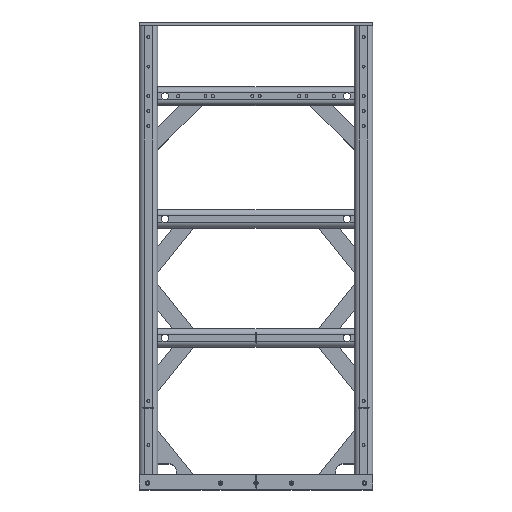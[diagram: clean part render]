
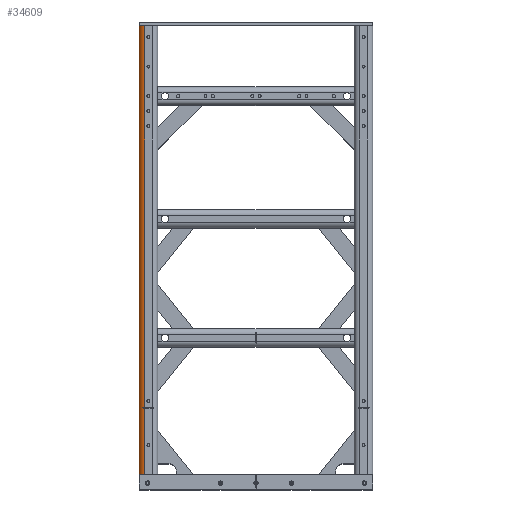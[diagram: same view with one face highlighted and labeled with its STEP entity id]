
A CAD part, top view. The second image highlights one B-rep face of the part: STEP entity #34609.
In plain terms, the highlighted cylindrical face has radius 9.525 mm (diameter 19.05 mm), a partial arc.
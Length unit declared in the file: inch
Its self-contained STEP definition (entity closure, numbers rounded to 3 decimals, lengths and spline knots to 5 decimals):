
#435 = CARTESIAN_POINT ( 'NONE',  ( -7.49902, 29.65213, 3.95571 ) ) ;
#436 = DIRECTION ( 'NONE',  ( 0., -1., 0. ) ) ;
#437 = DIRECTION ( 'NONE',  ( 0., 0., -1. ) ) ;
#1962 = AXIS2_PLACEMENT_3D ( 'NONE', #435, #436, #437 ) ;
#5465 = FACE_OUTER_BOUND ( 'NONE', #12848, .T. ) ;
#5467 = CYLINDRICAL_SURFACE ( 'NONE', #1962, 0.375 ) ;
#7560 = CARTESIAN_POINT ( 'NONE',  ( -7.87402, 30.27713, 3.95571 ) ) ;
#7562 = CARTESIAN_POINT ( 'NONE',  ( -7.87402, 0., 3.95571 ) ) ;
#7590 = CARTESIAN_POINT ( 'NONE',  ( -7.49902, 30.27713, 4.33071 ) ) ;
#7598 = CARTESIAN_POINT ( 'NONE',  ( -7.49902, 4.53263, 4.33071 ) ) ;
#7642 = CARTESIAN_POINT ( 'NONE',  ( -7.61985, 4.51263, 4.31071 ) ) ;
#7717 = CARTESIAN_POINT ( 'NONE',  ( -7.49902, 4.49263, 4.33071 ) ) ;
#7822 = CARTESIAN_POINT ( 'NONE',  ( -7.49902, 0., 4.33071 ) ) ;
#8231 = CARTESIAN_POINT ( 'NONE',  ( -7.87402, 29.65213, 3.95571 ) ) ;
#8232 = DIRECTION ( 'NONE',  ( 0., -1., 0. ) ) ;
#8250 = CARTESIAN_POINT ( 'NONE',  ( -7.49902, 29.65213, 4.33071 ) ) ;
#8251 = DIRECTION ( 'NONE',  ( 0., -1., 0. ) ) ;
#8399 = CARTESIAN_POINT ( 'NONE',  ( -7.49902, 30.27713, 3.95571 ) ) ;
#8400 = DIRECTION ( 'NONE',  ( 0., 1., 0. ) ) ;
#8401 = DIRECTION ( 'NONE',  ( 0., 0., 1. ) ) ;
#8462 = CARTESIAN_POINT ( 'NONE',  ( -7.49902, 4.49263, 4.33071 ) ) ;
#8463 = CARTESIAN_POINT ( 'NONE',  ( -7.54021, 4.49263, 4.33071 ) ) ;
#8464 = CARTESIAN_POINT ( 'NONE',  ( -7.58085, 4.49935, 4.32398 ) ) ;
#8465 = CARTESIAN_POINT ( 'NONE',  ( -7.61985, 4.51263, 4.31071 ) ) ;
#8730 = CARTESIAN_POINT ( 'NONE',  ( -7.49902, 29.65213, 4.33071 ) ) ;
#8731 = DIRECTION ( 'NONE',  ( 0., -1., 0. ) ) ;
#11135 = CARTESIAN_POINT ( 'NONE',  ( -7.61985, 4.51263, 4.31071 ) ) ;
#11136 = CARTESIAN_POINT ( 'NONE',  ( -7.58085, 4.5259, 4.32398 ) ) ;
#11137 = CARTESIAN_POINT ( 'NONE',  ( -7.54021, 4.53263, 4.33071 ) ) ;
#11138 = CARTESIAN_POINT ( 'NONE',  ( -7.49902, 4.53263, 4.33071 ) ) ;
#11643 = LINE ( 'NONE', #8250, #11888 ) ;
#11888 = VECTOR ( 'NONE', #8251, 39.37008 ) ;
#11901 = LINE ( 'NONE', #8231, #12007 ) ;
#11979 = CIRCLE ( 'NONE', #47517, 0.375 ) ;
#12007 = VECTOR ( 'NONE', #8232, 39.37008 ) ;
#12061 = ORIENTED_EDGE ( 'NONE', *, *, #26933, .T. ) ;
#12064 = ORIENTED_EDGE ( 'NONE', *, *, #26997, .F. ) ;
#12073 = ORIENTED_EDGE ( 'NONE', *, *, #26940, .F. ) ;
#12076 = ORIENTED_EDGE ( 'NONE', *, *, #31129, .T. ) ;
#12694 = ORIENTED_EDGE ( 'NONE', *, *, #26811, .T. ) ;
#12848 = EDGE_LOOP ( 'NONE', ( #41418, #41543, #12076, #12073, #12064, #12061, #12694 ) ) ;
#26811 = EDGE_CURVE ( 'NONE', #45313, #45725, #11979, .T. ) ;
#26933 = EDGE_CURVE ( 'NONE', #45311, #45313, #11901, .T. ) ;
#26940 = EDGE_CURVE ( 'NONE', #45341, #45349, #11643, .T. ) ;
#26997 = EDGE_CURVE ( 'NONE', #45311, #45341, #41760, .T. ) ;
#27020 = EDGE_CURVE ( 'NONE', #45526, #45393, #46366, .T. ) ;
#27126 = EDGE_CURVE ( 'NONE', #45526, #45725, #41945, .T. ) ;
#31129 = EDGE_CURVE ( 'NONE', #45393, #45349, #46377, .T. ) ;
#32952 = CARTESIAN_POINT ( 'NONE',  ( -7.49902, 0., 3.95571 ) ) ;
#32953 = DIRECTION ( 'NONE',  ( 0., 1., 0. ) ) ;
#32954 = DIRECTION ( 'NONE',  ( 0., 0., 1. ) ) ;
#34609 = ADVANCED_FACE ( 'NONE', ( #5465 ), #5467, .T. ) ;
#41418 = ORIENTED_EDGE ( 'NONE', *, *, #27126, .F. ) ;
#41543 = ORIENTED_EDGE ( 'NONE', *, *, #27020, .T. ) ;
#41760 = CIRCLE ( 'NONE', #47621, 0.375 ) ;
#41945 = LINE ( 'NONE', #8730, #41946 ) ;
#41946 = VECTOR ( 'NONE', #8731, 39.37008 ) ;
#45311 = VERTEX_POINT ( 'NONE', #7560 ) ;
#45313 = VERTEX_POINT ( 'NONE', #7562 ) ;
#45341 = VERTEX_POINT ( 'NONE', #7590 ) ;
#45349 = VERTEX_POINT ( 'NONE', #7598 ) ;
#45393 = VERTEX_POINT ( 'NONE', #7642 ) ;
#45526 = VERTEX_POINT ( 'NONE', #7717 ) ;
#45725 = VERTEX_POINT ( 'NONE', #7822 ) ;
#46366 =( BOUNDED_CURVE ( )  B_SPLINE_CURVE ( 3, ( #8462, #8463, #8464, #8465 ),
 .UNSPECIFIED., .F., .T. ) 
 B_SPLINE_CURVE_WITH_KNOTS ( ( 4, 4 ),
 ( 0., 0.32807 ),
 .UNSPECIFIED. ) 
 CURVE ( )  GEOMETRIC_REPRESENTATION_ITEM ( )  RATIONAL_B_SPLINE_CURVE ( ( 1., 0.991, 0.991, 1. ) ) 
 REPRESENTATION_ITEM ( '' )  );
#46377 =( BOUNDED_CURVE ( )  B_SPLINE_CURVE ( 3, ( #11135, #11136, #11137, #11138 ),
 .UNSPECIFIED., .F., .T. ) 
 B_SPLINE_CURVE_WITH_KNOTS ( ( 4, 4 ),
 ( 2.81352, 3.14159 ),
 .UNSPECIFIED. ) 
 CURVE ( )  GEOMETRIC_REPRESENTATION_ITEM ( )  RATIONAL_B_SPLINE_CURVE ( ( 1., 0.991, 0.991, 1. ) ) 
 REPRESENTATION_ITEM ( '' )  );
#47517 = AXIS2_PLACEMENT_3D ( 'NONE', #32952, #32953, #32954 ) ;
#47621 = AXIS2_PLACEMENT_3D ( 'NONE', #8399, #8400, #8401 ) ;
